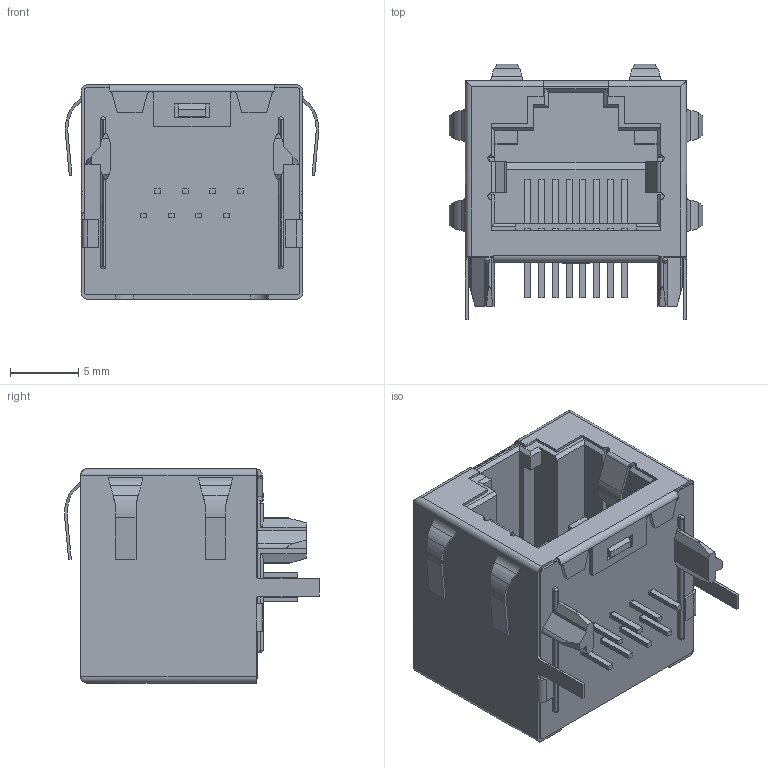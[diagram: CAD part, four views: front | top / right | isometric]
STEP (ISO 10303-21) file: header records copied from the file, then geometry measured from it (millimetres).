
FILE_DESCRIPTION(('STEP AP242'),'1');
FILE_NAME('1-406541-1.stp','2022-07-27T08:40:07',('TraceParts'),('TraceParts S.A.'),'Spatial InterOp 3D',' ',' ');
FILE_SCHEMA(('AP242_MANAGED_MODEL_BASED_3D_ENGINEERING_MIM_LF {1 0 10303 442 1 1 4}'));
Length unit declared in the file: millimetre
Products named in the file (1): 1-406541-1
Bounding box: 18.64 x 18.75 x 15.75 mm (x, y, z)
Volume: 2239.7 mm3; surface area: 2281.5 mm2
Topology: 1 solids, 1 shells, 449 faces, 1244 edges, 814 vertices
Faces by surface type: plane 315, cylinder 130, bspline 4
Entity records: 14517 total; most frequent: CARTESIAN_POINT 3014, ORIENTED_EDGE 2488, DIRECTION 2242, EDGE_CURVE 1244, LINE 946, VECTOR 946, VERTEX_POINT 814, AXIS2_PLACEMENT_3D 648
